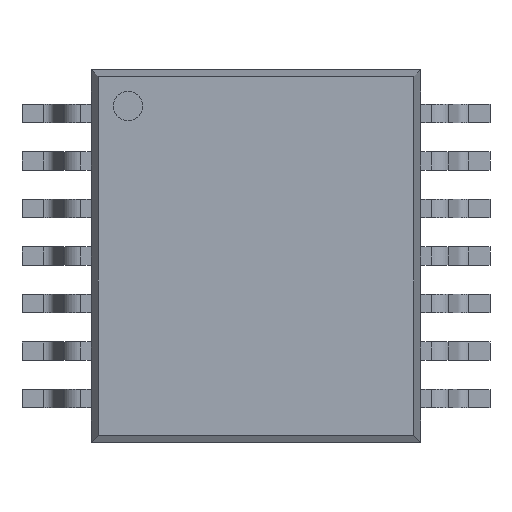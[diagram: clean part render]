
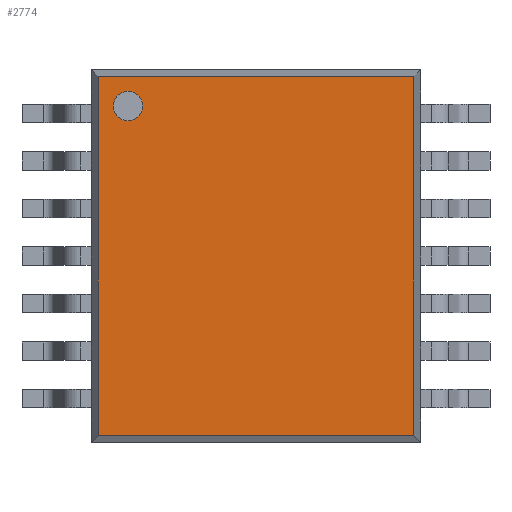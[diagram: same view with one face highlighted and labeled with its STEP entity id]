
A CAD part, top view. The second image highlights one B-rep face of the part: STEP entity #2774.
In plain terms, the highlighted planar face has unit normal (0, 0, 1).
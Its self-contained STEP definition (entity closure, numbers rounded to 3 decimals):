
#49 = VERTEX_POINT('',#50);
#50 = CARTESIAN_POINT('',(-1.75,2.25,1.1));
#55 = EDGE_CURVE('',#49,#56,#58,.T.);
#56 = VERTEX_POINT('',#57);
#57 = CARTESIAN_POINT('',(-1.75,1.85,1.1));
#58 = CIRCLE('',#59,0.2);
#59 = AXIS2_PLACEMENT_3D('',#60,#61,#62);
#60 = CARTESIAN_POINT('',(-1.75,2.05,1.1));
#61 = DIRECTION('',(0.,0.,-1.));
#62 = DIRECTION('',(0.,1.,0.));
#64 = EDGE_CURVE('',#56,#49,#65,.T.);
#65 = CIRCLE('',#66,0.2);
#66 = AXIS2_PLACEMENT_3D('',#67,#68,#69);
#67 = CARTESIAN_POINT('',(-1.75,2.05,1.1));
#68 = DIRECTION('',(0.,0.,-1.));
#69 = DIRECTION('',(0.,1.,0.));
#1269 = VERTEX_POINT('',#1270);
#1270 = CARTESIAN_POINT('',(-2.154,2.454,1.1));
#1276 = EDGE_CURVE('',#1269,#1277,#1279,.T.);
#1277 = VERTEX_POINT('',#1278);
#1278 = CARTESIAN_POINT('',(-2.154,-2.454,1.1));
#1279 = LINE('',#1280,#1281);
#1280 = CARTESIAN_POINT('',(-2.154,2.55,1.1));
#1281 = VECTOR('',#1282,1.);
#1282 = DIRECTION('',(0.,-1.,0.));
#2739 = VERTEX_POINT('',#2740);
#2740 = CARTESIAN_POINT('',(2.154,-2.454,1.1));
#2746 = EDGE_CURVE('',#1277,#2739,#2747,.T.);
#2747 = LINE('',#2748,#2749);
#2748 = CARTESIAN_POINT('',(2.25,-2.454,1.1));
#2749 = VECTOR('',#2750,1.);
#2750 = DIRECTION('',(1.,0.,0.));
#2774 = ADVANCED_FACE('',(#2775,#2793),#2797,.T.);
#2775 = FACE_BOUND('',#2776,.T.);
#2776 = EDGE_LOOP('',(#2777,#2785,#2786,#2787));
#2777 = ORIENTED_EDGE('',*,*,#2778,.T.);
#2778 = EDGE_CURVE('',#2779,#1269,#2781,.T.);
#2779 = VERTEX_POINT('',#2780);
#2780 = CARTESIAN_POINT('',(2.154,2.454,1.1));
#2781 = LINE('',#2782,#2783);
#2782 = CARTESIAN_POINT('',(2.25,2.454,1.1));
#2783 = VECTOR('',#2784,1.);
#2784 = DIRECTION('',(-1.,0.,0.));
#2785 = ORIENTED_EDGE('',*,*,#1276,.T.);
#2786 = ORIENTED_EDGE('',*,*,#2746,.T.);
#2787 = ORIENTED_EDGE('',*,*,#2788,.T.);
#2788 = EDGE_CURVE('',#2739,#2779,#2789,.T.);
#2789 = LINE('',#2790,#2791);
#2790 = CARTESIAN_POINT('',(2.154,2.55,1.1));
#2791 = VECTOR('',#2792,1.);
#2792 = DIRECTION('',(0.,1.,0.));
#2793 = FACE_BOUND('',#2794,.T.);
#2794 = EDGE_LOOP('',(#2795,#2796));
#2795 = ORIENTED_EDGE('',*,*,#55,.T.);
#2796 = ORIENTED_EDGE('',*,*,#64,.T.);
#2797 = PLANE('',#2798);
#2798 = AXIS2_PLACEMENT_3D('',#2799,#2800,#2801);
#2799 = CARTESIAN_POINT('',(2.25,2.55,1.1));
#2800 = DIRECTION('',(0.,0.,1.));
#2801 = DIRECTION('',(0.,1.,0.));
